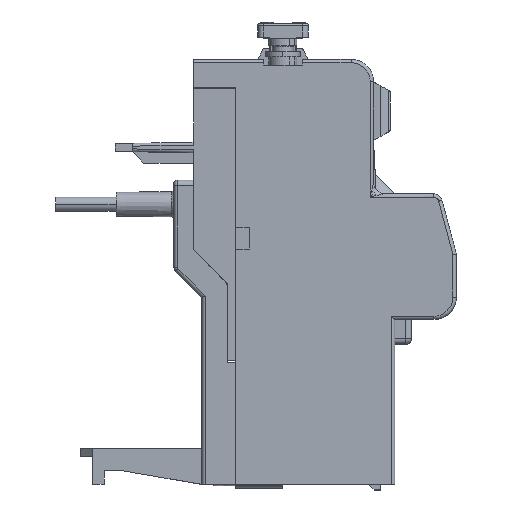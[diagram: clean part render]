
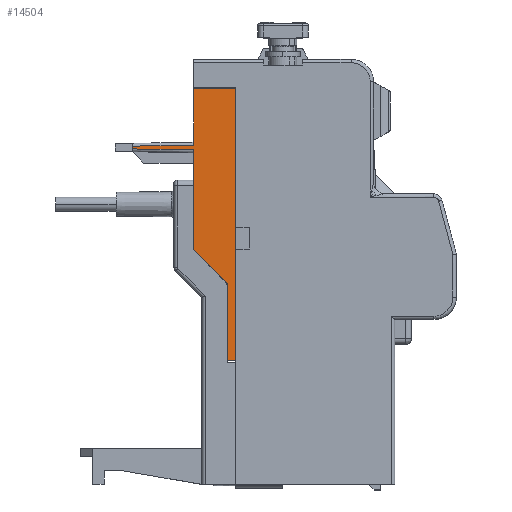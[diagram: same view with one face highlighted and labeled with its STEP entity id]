
A CAD part, left-side view. The second image highlights one B-rep face of the part: STEP entity #14504.
In plain terms, the highlighted planar face has unit normal (-1, 0.009, 0).
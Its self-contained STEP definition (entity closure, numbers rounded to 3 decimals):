
#633 = ORIENTED_EDGE ( 'NONE', *, *, #64527, .T. ) ;
#849 = VERTEX_POINT ( 'NONE', #14663 ) ;
#1867 = LINE ( 'NONE', #16522, #43813 ) ;
#2534 = CARTESIAN_POINT ( 'NONE',  ( 0.14, 0., -34. ) ) ;
#3780 = ORIENTED_EDGE ( 'NONE', *, *, #14266, .T. ) ;
#4815 = ORIENTED_EDGE ( 'NONE', *, *, #87802, .T. ) ;
#5130 = DIRECTION ( 'NONE',  ( 0., 0., -1. ) ) ;
#6961 = CARTESIAN_POINT ( 'NONE',  ( 0.236, 10.9, -53.9 ) ) ;
#8266 = PLANE ( 'NONE',  #32454 ) ;
#10598 = CARTESIAN_POINT ( 'NONE',  ( 0.14, 0., -15.31 ) ) ;
#11323 = VERTEX_POINT ( 'NONE', #23260 ) ;
#12637 = CARTESIAN_POINT ( 'NONE',  ( 0.236, 10.9, -16. ) ) ;
#13285 = EDGE_CURVE ( 'NONE', #75436, #76133, #74683, .T. ) ;
#14266 = EDGE_CURVE ( 'NONE', #57223, #849, #1867, .T. ) ;
#14504 = ADVANCED_FACE ( 'NONE', ( #69256 ), #8266, .T. ) ;
#14663 = CARTESIAN_POINT ( 'NONE',  ( 0.236, 10.9, -15.5 ) ) ;
#14841 = VERTEX_POINT ( 'NONE', #66521 ) ;
#14929 = DIRECTION ( 'NONE',  ( -1., 0.009, 0. ) ) ;
#15907 = DIRECTION ( 'NONE',  ( -0.009, -1., -0.009 ) ) ;
#16522 = CARTESIAN_POINT ( 'NONE',  ( 0.14, 0., -15.31 ) ) ;
#17555 = CARTESIAN_POINT ( 'NONE',  ( 0.075, -7.5, -5.2 ) ) ;
#18576 = EDGE_CURVE ( 'NONE', #53991, #27714, #43837, .T. ) ;
#19819 = CARTESIAN_POINT ( 'NONE',  ( 0.14, 0., -29.55 ) ) ;
#20207 = VECTOR ( 'NONE', #21679, 1000. ) ;
#21120 = LINE ( 'NONE', #48277, #22094 ) ;
#21679 = DIRECTION ( 'NONE',  ( 0., 0., -1. ) ) ;
#22094 = VECTOR ( 'NONE', #75443, 1000. ) ;
#22320 = DIRECTION ( 'NONE',  ( 0.009, 1., -0.017 ) ) ;
#22974 = DIRECTION ( 'NONE',  ( -0.006, -0.707, -0.707 ) ) ;
#23260 = CARTESIAN_POINT ( 'NONE',  ( 0.14, 0., -34. ) ) ;
#23886 = VECTOR ( 'NONE', #52267, 1000. ) ;
#25110 = CARTESIAN_POINT ( 'NONE',  ( 0.14, 0., -5.265 ) ) ;
#25494 = VECTOR ( 'NONE', #79266, 1000. ) ;
#25506 = EDGE_CURVE ( 'NONE', #849, #75436, #21120, .T. ) ;
#27714 = VERTEX_POINT ( 'NONE', #17555 ) ;
#32454 = AXIS2_PLACEMENT_3D ( 'NONE', #6961, #14929, #34531 ) ;
#33237 = VECTOR ( 'NONE', #75021, 1000. ) ;
#34531 = DIRECTION ( 'NONE',  ( -0.009, -1., 0. ) ) ;
#35529 = LINE ( 'NONE', #57286, #66254 ) ;
#35557 = ORIENTED_EDGE ( 'NONE', *, *, #46668, .T. ) ;
#36621 = ORIENTED_EDGE ( 'NONE', *, *, #18576, .F. ) ;
#38633 = VERTEX_POINT ( 'NONE', #54523 ) ;
#39349 = CARTESIAN_POINT ( 'NONE',  ( 0.14, 0., -5.265 ) ) ;
#39869 = LINE ( 'NONE', #19819, #33237 ) ;
#43813 = VECTOR ( 'NONE', #22320, 1000. ) ;
#43837 = LINE ( 'NONE', #25110, #23886 ) ;
#46668 = EDGE_CURVE ( 'NONE', #38633, #60229, #65017, .T. ) ;
#48277 = CARTESIAN_POINT ( 'NONE',  ( 0.236, 10.9, -15.75 ) ) ;
#48865 = ORIENTED_EDGE ( 'NONE', *, *, #13285, .T. ) ;
#49962 = ORIENTED_EDGE ( 'NONE', *, *, #78573, .F. ) ;
#52267 = DIRECTION ( 'NONE',  ( -0.009, -1., 0.009 ) ) ;
#53991 = VERTEX_POINT ( 'NONE', #39349 ) ;
#54201 = LINE ( 'NONE', #76005, #20207 ) ;
#54523 = CARTESIAN_POINT ( 'NONE',  ( 0.088, -6., -40. ) ) ;
#55008 = VECTOR ( 'NONE', #80488, 1000. ) ;
#57223 = VERTEX_POINT ( 'NONE', #10598 ) ;
#57286 = CARTESIAN_POINT ( 'NONE',  ( 0.088, -6., -53.887 ) ) ;
#58108 = LINE ( 'NONE', #85703, #78876 ) ;
#60229 = VERTEX_POINT ( 'NONE', #65835 ) ;
#60877 = CARTESIAN_POINT ( 'NONE',  ( 0.236, 10.9, -16. ) ) ;
#61501 = EDGE_CURVE ( 'NONE', #60229, #14841, #35529, .T. ) ;
#64527 = EDGE_CURVE ( 'NONE', #11323, #38633, #70199, .T. ) ;
#65017 = LINE ( 'NONE', #73020, #25494 ) ;
#65835 = CARTESIAN_POINT ( 'NONE',  ( 0.088, -6., -53.887 ) ) ;
#66254 = VECTOR ( 'NONE', #15907, 1000. ) ;
#66521 = CARTESIAN_POINT ( 'NONE',  ( 0.075, -7.5, -53.9 ) ) ;
#69256 = FACE_OUTER_BOUND ( 'NONE', #72483, .T. ) ;
#69948 = ORIENTED_EDGE ( 'NONE', *, *, #61501, .T. ) ;
#70199 = LINE ( 'NONE', #2534, #83669 ) ;
#72483 = EDGE_LOOP ( 'NONE', ( #79075, #3780, #72894, #48865, #4815, #633, #35557, #69948, #49962, #36621 ) ) ;
#72894 = ORIENTED_EDGE ( 'NONE', *, *, #25506, .T. ) ;
#73020 = CARTESIAN_POINT ( 'NONE',  ( 0.088, -6., -29.55 ) ) ;
#74174 = CARTESIAN_POINT ( 'NONE',  ( 0.14, 0., -16.19 ) ) ;
#74683 = LINE ( 'NONE', #60877, #55008 ) ;
#75021 = DIRECTION ( 'NONE',  ( 0., 0., -1. ) ) ;
#75436 = VERTEX_POINT ( 'NONE', #12637 ) ;
#75443 = DIRECTION ( 'NONE',  ( 0., 0., -1. ) ) ;
#76005 = CARTESIAN_POINT ( 'NONE',  ( 0.075, -7.5, -29.55 ) ) ;
#76133 = VERTEX_POINT ( 'NONE', #74174 ) ;
#78573 = EDGE_CURVE ( 'NONE', #27714, #14841, #54201, .T. ) ;
#78876 = VECTOR ( 'NONE', #5130, 1000. ) ;
#79075 = ORIENTED_EDGE ( 'NONE', *, *, #82658, .T. ) ;
#79266 = DIRECTION ( 'NONE',  ( 0., 0., -1. ) ) ;
#80488 = DIRECTION ( 'NONE',  ( -0.009, -1., -0.017 ) ) ;
#82658 = EDGE_CURVE ( 'NONE', #53991, #57223, #39869, .T. ) ;
#83669 = VECTOR ( 'NONE', #22974, 1000. ) ;
#85703 = CARTESIAN_POINT ( 'NONE',  ( 0.14, 0., -29.55 ) ) ;
#87802 = EDGE_CURVE ( 'NONE', #76133, #11323, #58108, .T. ) ;
